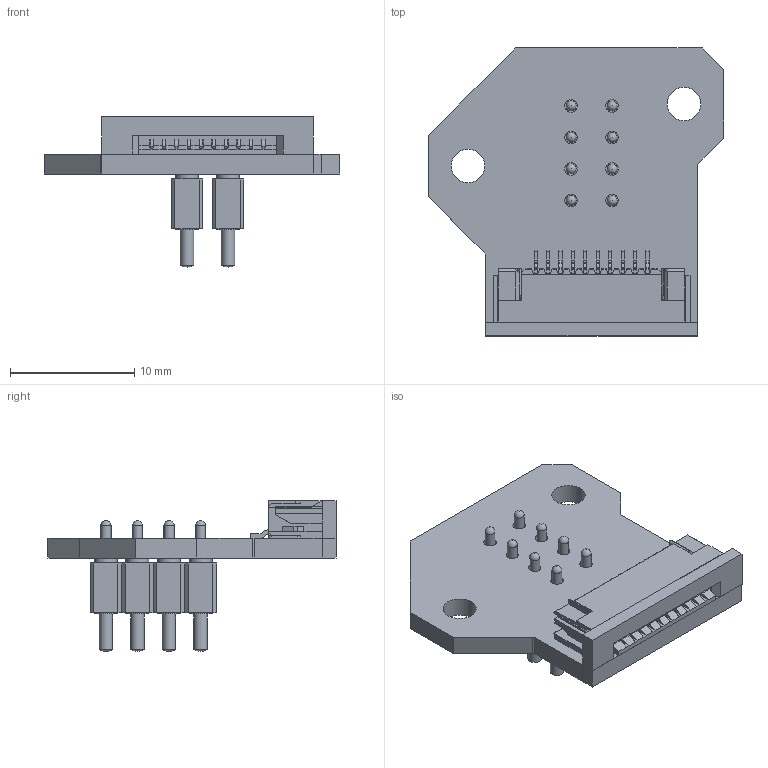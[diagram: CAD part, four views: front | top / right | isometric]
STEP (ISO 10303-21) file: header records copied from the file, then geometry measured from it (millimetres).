
FILE_DESCRIPTION(('FreeCAD Model'),'2;1');
FILE_NAME('Open CASCADE Shape Model','2021-01-25T10:13:27',('Author'),( ''),'Open CASCADE STEP processor 7.4','FreeCAD','Unknown');
FILE_SCHEMA(('AUTOMOTIVE_DESIGN { 1 0 10303 214 1 1 1 1 }'));
Length unit declared in the file: millimetre
Products named in the file (10): umbilical_V5; Board_Geoms_6006; Local_CS_6006; Pcb_6006; PCB_Sketch_6006; Step_Models_6006; Top_6006; J10_ZF1-10-01-T-WT-TR001_60089AD0; Bot_6006; J11_811-S1-004-10-017_600CD6DF
Assembly tree (10 placements, depth 4):
  umbilical_V5
    Board_Geoms_6006
      Local_CS_6006
      Pcb_6006
      PCB_Sketch_6006
    Step_Models_6006
      Top_6006
        J10_ZF1-10-01-T-WT-TR001_60089AD0
      Bot_6006
        J11_811-S1-004-10-017_600CD6DF  x2
Bounding box: 23.78 x 23.17 x 12.11 mm (x, y, z)
Volume: 1192 mm3; surface area: 2568.2 mm2
Topology: 16 solids, 16 shells, 1111 faces, 3266 edges, 2148 vertices
Faces by surface type: plane 792, cylinder 303, sphere 16
Full cylindrical faces by diameter (mm): 0.8 x8, 1 x8, 1.07 x8, 1.83 x8, 2.7 x2
Entity records: 35821 total; most frequent: CARTESIAN_POINT 6258, ORIENTED_EDGE 6226, DIRECTION 5886, EDGE_CURVE 3113, LINE 2502, VECTOR 2502, VERTEX_POINT 2034, AXIS2_PLACEMENT_3D 1692
